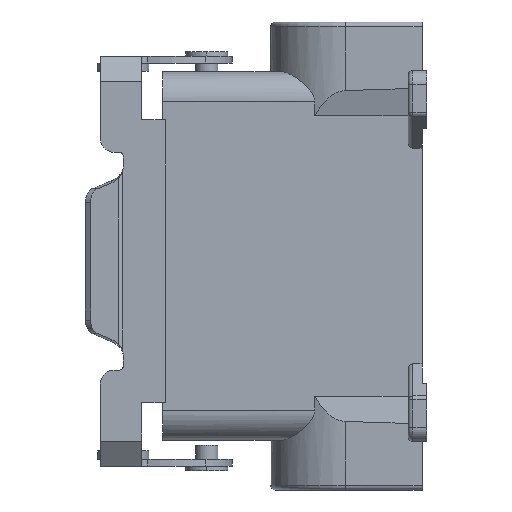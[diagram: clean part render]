
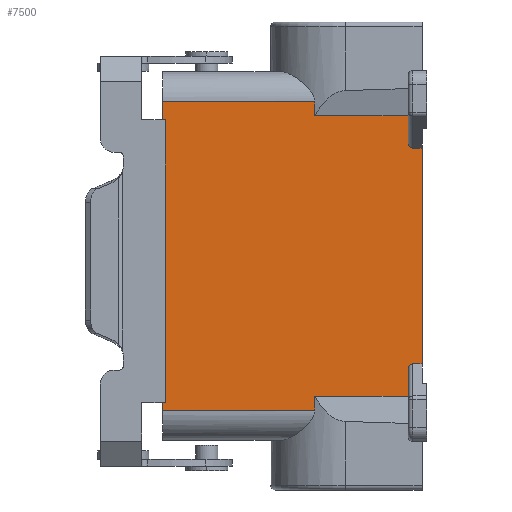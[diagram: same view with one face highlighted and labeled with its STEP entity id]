
A CAD part, front view. The second image highlights one B-rep face of the part: STEP entity #7500.
In plain terms, the highlighted face is planar.
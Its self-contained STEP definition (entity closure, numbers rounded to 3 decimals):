
#2920=CARTESIAN_POINT('',(-16.455,-23.458,2.));
#2930=VERTEX_POINT('',#2920);
#2960=CARTESIAN_POINT('',(-16.455,-24.679,2.));
#2970=DIRECTION('',(-1.,0.,0.));
#2980=DIRECTION('',(0.,-1.,0.));
#2990=AXIS2_PLACEMENT_3D('',#2960,#2970,#2980);
#3000=ELLIPSE('',#2990,1.221,1.);
#3010=CARTESIAN_POINT('',(-16.455,-24.679,3.));
#3020=VERTEX_POINT('',#3010);
#3030=EDGE_CURVE('',#3020,#2930,#3000,.T.);
#4770=CARTESIAN_POINT('',(-16.455,-30.459,23.188));
#4780=VERTEX_POINT('',#4770);
#4930=CARTESIAN_POINT('',(-16.455,-30.459,3.));
#4940=VERTEX_POINT('',#4930);
#4970=CARTESIAN_POINT('',(-16.455,-30.459,0.));
#4980=DIRECTION('',(0.,0.,1.));
#4990=VECTOR('',#4980,1.);
#5000=LINE('',#4970,#4990);
#5010=EDGE_CURVE('',#4940,#4780,#5000,.T.);
#6520=CARTESIAN_POINT('',(-16.455,33.08,56.));
#6530=DIRECTION('',(-1.,0.,0.));
#6540=DIRECTION('',(0.,-1.,0.));
#6550=AXIS2_PLACEMENT_3D('',#6520,#6530,#6540);
#6560=PLANE('',#6550);
#6570=CARTESIAN_POINT('',(-16.455,-50.67,23.188));
#6580=DIRECTION('',(0.,1.,0.));
#6590=VECTOR('',#6580,1.);
#6600=LINE('',#6570,#6590);
#6610=CARTESIAN_POINT('',(-16.455,30.119,23.188));
#6620=VERTEX_POINT('',#6610);
#6630=CARTESIAN_POINT('',(-16.455,33.08,23.188));
#6640=VERTEX_POINT('',#6630);
#6650=EDGE_CURVE('',#6620,#6640,#6600,.T.);
#6660=ORIENTED_EDGE('',*,*,#6650,.F.);
#6670=CARTESIAN_POINT('',(-16.455,33.08,56.));
#6680=DIRECTION('',(0.,0.,-1.));
#6690=VECTOR('',#6680,1.);
#6700=LINE('',#6670,#6690);
#6710=CARTESIAN_POINT('',(-16.455,33.08,56.));
#6720=VERTEX_POINT('',#6710);
#6730=EDGE_CURVE('',#6720,#6640,#6700,.T.);
#6740=ORIENTED_EDGE('',*,*,#6730,.T.);
#6750=CARTESIAN_POINT('',(-16.455,-39.92,56.));
#6760=DIRECTION('',(0.,1.,0.));
#6770=VECTOR('',#6760,1.);
#6780=LINE('',#6750,#6770);
#6790=CARTESIAN_POINT('',(-16.455,-33.42,56.));
#6800=VERTEX_POINT('',#6790);
#6810=EDGE_CURVE('',#6800,#6720,#6780,.T.);
#6820=ORIENTED_EDGE('',*,*,#6810,.T.);
#6830=CARTESIAN_POINT('',(-16.455,-33.42,56.));
#6840=DIRECTION('',(0.,0.,-1.));
#6850=VECTOR('',#6840,1.);
#6860=LINE('',#6830,#6850);
#6870=CARTESIAN_POINT('',(-16.455,-33.42,23.188));
#6880=VERTEX_POINT('',#6870);
#6890=EDGE_CURVE('',#6800,#6880,#6860,.T.);
#6900=ORIENTED_EDGE('',*,*,#6890,.F.);
#6910=EDGE_CURVE('',#6880,#4780,#6600,.T.);
#6920=ORIENTED_EDGE('',*,*,#6910,.F.);
#6930=ORIENTED_EDGE('',*,*,#5010,.T.);
#6940=CARTESIAN_POINT('',(-16.455,0.,3.));
#6950=DIRECTION('',(0.,-1.,0.));
#6960=VECTOR('',#6950,1.);
#6970=LINE('',#6940,#6960);
#6980=EDGE_CURVE('',#3020,#4940,#6970,.T.);
#6990=ORIENTED_EDGE('',*,*,#6980,.T.);
#7000=ORIENTED_EDGE('',*,*,#3030,.F.);
#7010=CARTESIAN_POINT('',(-16.455,-23.458,0.));
#7020=DIRECTION('',(0.,0.,1.));
#7030=VECTOR('',#7020,1.);
#7040=LINE('',#7010,#7030);
#7050=CARTESIAN_POINT('',(-16.455,-23.458,0.));
#7060=VERTEX_POINT('',#7050);
#7070=EDGE_CURVE('',#7060,#2930,#7040,.T.);
#7080=ORIENTED_EDGE('',*,*,#7070,.T.);
#7090=CARTESIAN_POINT('',(-16.455,0.,0.));
#7100=DIRECTION('',(0.,-1.,0.));
#7110=VECTOR('',#7100,1.);
#7120=LINE('',#7090,#7110);
#7130=CARTESIAN_POINT('',(-16.455,23.118,0.));
#7140=VERTEX_POINT('',#7130);
#7150=EDGE_CURVE('',#7140,#7060,#7120,.T.);
#7160=ORIENTED_EDGE('',*,*,#7150,.T.);
#7170=CARTESIAN_POINT('',(-16.455,23.118,0.));
#7180=DIRECTION('',(0.,0.,1.));
#7190=VECTOR('',#7180,1.);
#7200=LINE('',#7170,#7190);
#7210=CARTESIAN_POINT('',(-16.455,23.118,2.));
#7220=VERTEX_POINT('',#7210);
#7230=EDGE_CURVE('',#7140,#7220,#7200,.T.);
#7240=ORIENTED_EDGE('',*,*,#7230,.F.);
#7250=CARTESIAN_POINT('',(-16.455,24.339,2.));
#7260=DIRECTION('',(-1.,0.,0.));
#7270=DIRECTION('',(0.,-1.,0.));
#7280=AXIS2_PLACEMENT_3D('',#7250,#7260,#7270);
#7290=ELLIPSE('',#7280,1.221,1.);
#7300=CARTESIAN_POINT('',(-16.455,24.339,3.));
#7310=VERTEX_POINT('',#7300);
#7320=EDGE_CURVE('',#7220,#7310,#7290,.T.);
#7330=ORIENTED_EDGE('',*,*,#7320,.F.);
#7340=CARTESIAN_POINT('',(-16.455,0.,3.));
#7350=DIRECTION('',(0.,1.,0.));
#7360=VECTOR('',#7350,1.);
#7370=LINE('',#7340,#7360);
#7380=CARTESIAN_POINT('',(-16.455,30.119,3.));
#7390=VERTEX_POINT('',#7380);
#7400=EDGE_CURVE('',#7310,#7390,#7370,.T.);
#7410=ORIENTED_EDGE('',*,*,#7400,.F.);
#7420=CARTESIAN_POINT('',(-16.455,30.119,0.));
#7430=DIRECTION('',(0.,0.,1.));
#7440=VECTOR('',#7430,1.);
#7450=LINE('',#7420,#7440);
#7460=EDGE_CURVE('',#7390,#6620,#7450,.T.);
#7470=ORIENTED_EDGE('',*,*,#7460,.F.);
#7480=EDGE_LOOP('',(#7470,#7410,#7330,#7240,#7160,#7080,#7000,#6990,
#6930,#6920,#6900,#6820,#6740,#6660));
#7490=FACE_OUTER_BOUND('',#7480,.T.);
#7500=ADVANCED_FACE('',(#7490),#6560,.T.);
